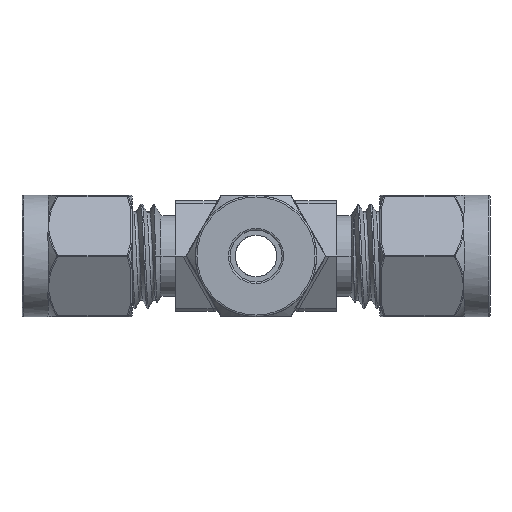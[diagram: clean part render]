
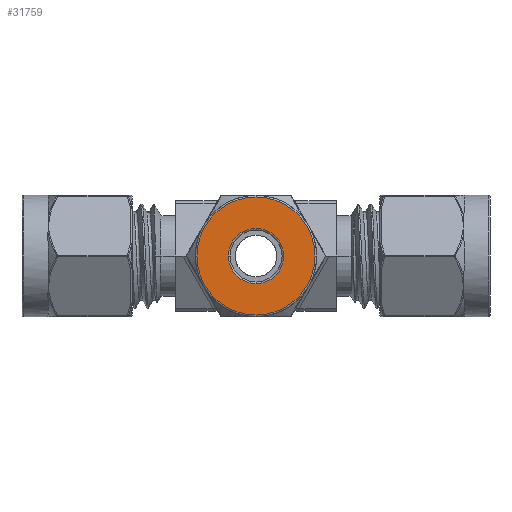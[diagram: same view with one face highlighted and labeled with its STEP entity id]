
A CAD part, front view. The second image highlights one B-rep face of the part: STEP entity #31759.
In plain terms, the highlighted face is planar.
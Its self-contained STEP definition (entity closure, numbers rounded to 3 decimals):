
#29117=CARTESIAN_POINT('',(0.,0.,0.));
#29118=DIRECTION('',(-1.,0.,0.));
#29119=DIRECTION('',(0.,1.,0.));
#29120=AXIS2_PLACEMENT_3D('',#29117,#29118,#29119);
#29122=CARTESIAN_POINT('',(0.,0.,0.));
#29123=DIRECTION('',(-1.,0.,0.));
#29124=DIRECTION('',(0.,-1.,0.));
#29125=AXIS2_PLACEMENT_3D('',#29122,#29123,#29124);
#29127=CARTESIAN_POINT('',(0.,0.,0.));
#29128=DIRECTION('',(1.,0.,0.));
#29129=DIRECTION('',(0.,0.,-1.));
#29130=AXIS2_PLACEMENT_3D('',#29127,#29128,#29129);
#29132=CARTESIAN_POINT('',(0.,0.,0.));
#29133=DIRECTION('',(1.,0.,0.));
#29134=DIRECTION('',(0.,0.,1.));
#29135=AXIS2_PLACEMENT_3D('',#29132,#29133,#29134);
#31569=CARTESIAN_POINT('',(0.,3.188,0.));
#31570=CARTESIAN_POINT('',(0.,-3.188,0.));
#31571=VERTEX_POINT('',#31569);
#31572=VERTEX_POINT('',#31570);
#31728=CARTESIAN_POINT('',(0.,0.,-6.813));
#31729=CARTESIAN_POINT('',(0.,0.,6.813));
#31730=VERTEX_POINT('',#31728);
#31731=VERTEX_POINT('',#31729);
#31742=CARTESIAN_POINT('',(0.,0.,0.));
#31743=DIRECTION('',(1.,0.,0.));
#31744=DIRECTION('',(0.,-1.,0.));
#31745=AXIS2_PLACEMENT_3D('',#31742,#31743,#31744);
#31746=PLANE('',#31745);
#31748=ORIENTED_EDGE('',*,*,#31747,.F.);
#31750=ORIENTED_EDGE('',*,*,#31749,.F.);
#31751=EDGE_LOOP('',(#31748,#31750));
#31752=FACE_OUTER_BOUND('',#31751,.F.);
#31754=ORIENTED_EDGE('',*,*,#31753,.F.);
#31756=ORIENTED_EDGE('',*,*,#31755,.F.);
#31757=EDGE_LOOP('',(#31754,#31756));
#31758=FACE_BOUND('',#31757,.F.);
#29121=CIRCLE('',#29120,3.188);
#29126=CIRCLE('',#29125,3.188);
#29131=CIRCLE('',#29130,6.813);
#29136=CIRCLE('',#29135,6.813);
#31747=EDGE_CURVE('',#31730,#31731,#29131,.T.);
#31749=EDGE_CURVE('',#31731,#31730,#29136,.T.);
#31753=EDGE_CURVE('',#31571,#31572,#29121,.T.);
#31755=EDGE_CURVE('',#31572,#31571,#29126,.T.);
#31759=ADVANCED_FACE('',(#31752,#31758),#31746,.T.);
